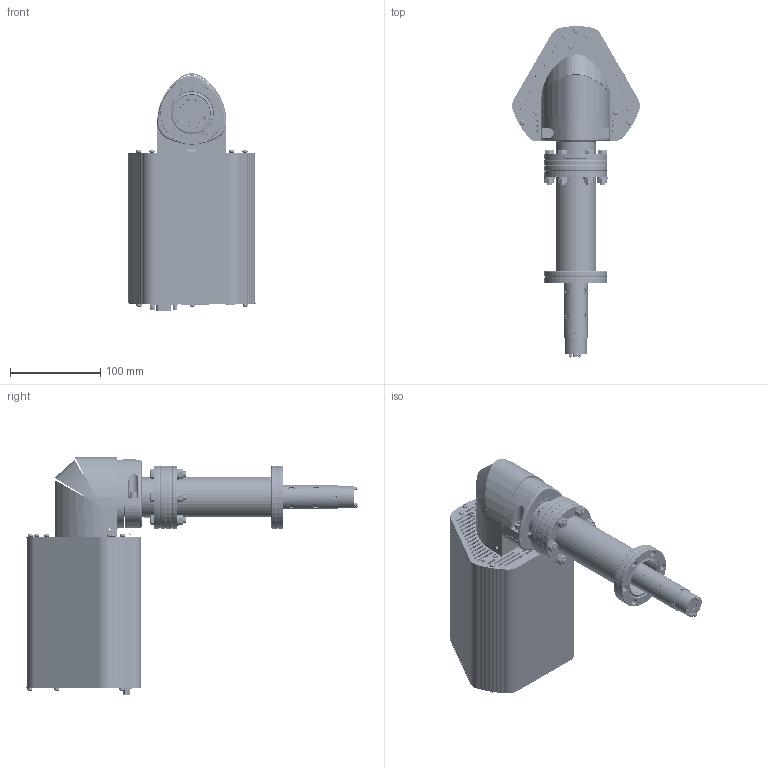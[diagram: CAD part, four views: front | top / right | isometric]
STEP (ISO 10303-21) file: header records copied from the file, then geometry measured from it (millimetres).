
FILE_DESCRIPTION(/* description */ (''),/* implementation_level */ '2;1');
FILE_NAME(/* name */ 'OUTLINE_PRISMA_RT_ANG_OPEN_IS_EM_1.stp',/* time_stamp */ '2014-11-14T10:06:55-05:00',/* author */ (''),/* organization */ (''),/* preprocessor_version */ 'ST-DEVELOPER v11',/* originating_system */ 'SIEMENS PLM Software NX 7.5',/* authorisation */ '');
FILE_SCHEMA (('AUTOMOTIVE_DESIGN { 1 0 10303 214 1 1 1 1 }'));
Products named in the file (43): N3415023X_1; BN809801_E; BG444440_B; BG444544_C; BG444406-4_1; BG444406-3_1; BG444406-7_1; BG444406-5_1; BG444406-2_1; BG444406-1_B; BG444406-6_1; BG444404_B; REF 61-0015_1_1; BG444417-1_D; BG444417-2_D; BP414591_1; REF BG442586-X_3_2; REF BG442586-X_2_1; REF BG442586-X_1_1; BG442585-2_1; BG442585-1_1; BG442585-3_1; REF PTM25252_1; B3547134X_2; N3052160X_1; N3016349X4_1; N3502418X_1; BG528310_F; 144-114_1; BG444416_F; BG444457_A; 490-515_1_MODELNX-ARRAGMNTFor outline use; 490-520_1_MODELNX-ARRAGMNTFor outline use; BG444406-X_C_MODELNX-ARRAGMNTCONFIG1; BG444405-X_A_MODEL; 61-0015_3_MODEL; BG444417-X_D_MODELNX-ARRAGMNTArrangement 2 INSTALLED; BP414606-T_1_MODEL; PTM25252_C_NX-ARRAGMNTFOR OUTLINE ONLY; BG442586-X_A_MODEL ...
Assembly tree (96 placements, depth 5):
  OUTLINE PRISMA RT ANG OPEN IS EM_1
    OUTLINE PRISMA QME 220 RT ANG_1_MODEL
      BG442585-X_1_MODEL
        BG442585-3_1  x2
        BG442585-1_1
        BG442585-2_1
      BG442586-X_A_MODEL
        REF BG442586-X_1_1
        REF BG442586-X_2_1
        REF BG442586-X_3_2
    PTM25252_C_NX-ARRAGMNTFOR OUTLINE ONLY
      BP414606-T_1_MODEL
        BP414591_1
      BG444457_A  x4
      BG444416_F
      BG444417-X_D_MODELNX-ARRAGMNTArrangement 2 INSTALLED
        BG444417-2_D
        BG444417-1_D  x2
      144-114_1  x6
      BG528310_F
      N3502418X_1  x6
      61-0015_3_MODEL
        REF 61-0015_1_1
      N3016349X4_1  x6
      N3052160X_1  x3
      B3547134X_2  x3
      BG444405-X_A_MODEL
        BG444404_B
        BG444406-X_C_MODELNX-ARRAGMNTCONFIG1
          BG444406-6_1  x9
          BG444406-1_B
          BG444406-2_1  x9
          BG444406-5_1  x2
          BG444406-7_1  x2
          BG444406-3_1
          BG444406-4_1
      490-520_1_MODELNX-ARRAGMNTFor outline use
        490-515_1_MODELNX-ARRAGMNTFor outline use
          BG444544_C
          BG444440_B  x3
          BN809801_E  x6
          N3415023X_1  x6
      REF PTM25252_1
Bounding box: 141.35 x 367.27 x 262.68 mm (x, y, z)
Volume: 713038.3 mm3; surface area: 701075 mm2
Topology: 171 solids, 611 shells, 5539 faces, 14503 edges, 9654 vertices
Faces by surface type: plane 1973, cone 1863, cylinder 1418, torus 193, bspline 50, sphere 30, extrusion 12
Full cylindrical faces by diameter (mm): 0.254 x1, 0.5 x4, 0.889 x8, 1 x3, 1.016 x4, 1.067 x2, 1.221 x6, 1.6 x29, 1.65 x6, 1.7 x3, 2.032 x1, 2.05 x1, 2.2 x3, 2.261 x2, 2.3 x6, 2.4 x7, 2.41 x4, 2.45 x11, 2.5 x187, 2.6 x19, 2.7 x8, 2.8 x3, 2.845 x2, 2.91 x3, 2.94 x10, 2.95 x10, 3 x14, 3.1 x5, 3.175 x4, 3.2 x3
Entity records: 199698 total; most frequent: CARTESIAN_POINT 43988, DIRECTION 25230, ORIENTED_EDGE 22252, EDGE_CURVE 11869, AXIS2_PLACEMENT_3D 10385, VERTEX_POINT 8836, EDGE_LOOP 7802, ADVANCED_FACE 5253
